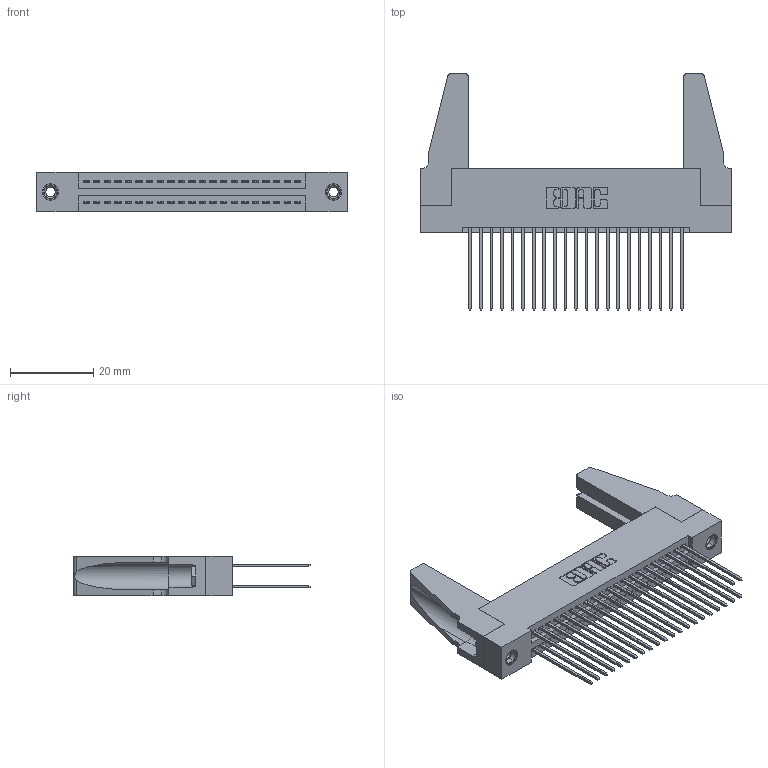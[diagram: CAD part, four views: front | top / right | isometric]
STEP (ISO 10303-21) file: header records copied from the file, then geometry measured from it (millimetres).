
FILE_DESCRIPTION (( 'STEP AP203' ), '1' );
FILE_NAME ('395-042-541-288.STEP', '2019-10-18T07:06:25', ( '' ), ( '' ), 'SwSTEP 2.0', 'SolidWorks 2016', '' );
FILE_SCHEMA (( 'CONFIG_CONTROL_DESIGN' ));
Length unit declared in the file: inch
Products named in the file (5): 345 Part_Flush Mounting Lugs - 0.156 Dia-TH; 345-292-001_345-293-141; 345-250-001_345-250-001-102; 345-220-078_345-220-088; 395-042-541-288
Assembly tree (47 placements, depth 2):
  395-042-541-288
    345 Part_Flush Mounting Lugs - 0.156 Dia-TH
    345-292-001_345-293-141  x42
    345-250-001_345-250-001-102  x2
    345-220-078_345-220-088  x2
Bounding box: 74.57 x 56.82 x 9.4 mm (x, y, z)
Volume: 10542.7 mm3; surface area: 14624.3 mm2
Topology: 47 solids, 47 shells, 2350 faces, 6913 edges, 4542 vertices
Faces by surface type: plane 1538, cylinder 796, cone 12, torus 4
Entity records: 21470 total; most frequent: CARTESIAN_POINT 3614, ORIENTED_EDGE 3508, DIRECTION 3218, EDGE_CURVE 1754, LINE 1496, VECTOR 1496, VERTEX_POINT 1162, AXIS2_PLACEMENT_3D 861
